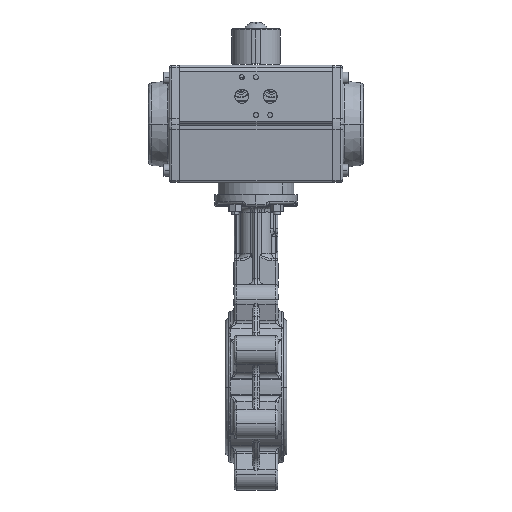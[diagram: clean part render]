
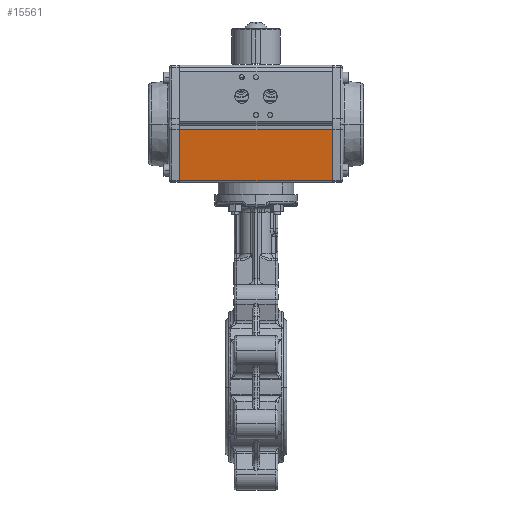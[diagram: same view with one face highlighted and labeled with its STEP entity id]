
A CAD part, top view. The second image highlights one B-rep face of the part: STEP entity #15561.
In plain terms, the highlighted planar face has unit normal (0, 0.116, -0.993).
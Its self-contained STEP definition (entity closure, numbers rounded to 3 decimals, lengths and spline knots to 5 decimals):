
#3657 = LINE ( 'NONE', #51370, #52361 ) ;
#4367 = EDGE_CURVE ( 'NONE', #6596, #46059, #59225, .T. ) ;
#5504 = CARTESIAN_POINT ( 'NONE',  ( 0.04441, 0.07888, 0.31173 ) ) ;
#5906 = CARTESIAN_POINT ( 'NONE',  ( 0.04441, 0.12201, 0.31675 ) ) ;
#6298 = LINE ( 'NONE', #74065, #32518 ) ;
#6596 = VERTEX_POINT ( 'NONE', #19470 ) ;
#6627 = ORIENTED_EDGE ( 'NONE', *, *, #25836, .T. ) ;
#8624 = LINE ( 'NONE', #75939, #80686 ) ;
#9480 = DIRECTION ( 'NONE',  ( 0., 0.993, 0.115 ) ) ;
#11199 = EDGE_CURVE ( 'NONE', #46059, #31238, #3657, .T. ) ;
#13730 = ORIENTED_EDGE ( 'NONE', *, *, #11199, .T. ) ;
#15561 = ADVANCED_FACE ( 'NONE', ( #86510 ), #53513, .T. ) ;
#17464 = VECTOR ( 'NONE', #30706, 1. ) ;
#18624 = EDGE_CURVE ( 'NONE', #31238, #19890, #6298, .T. ) ;
#19470 = CARTESIAN_POINT ( 'NONE',  ( -0.08459, 0.12201, 0.31675 ) ) ;
#19890 = VERTEX_POINT ( 'NONE', #84628 ) ;
#25836 = EDGE_CURVE ( 'NONE', #19890, #6596, #8624, .T. ) ;
#30706 = DIRECTION ( 'NONE',  ( 1., 0., 0. ) ) ;
#31238 = VERTEX_POINT ( 'NONE', #5504 ) ;
#32518 = VECTOR ( 'NONE', #40157, 1. ) ;
#34029 = EDGE_LOOP ( 'NONE', ( #81810, #13730, #46251, #6627 ) ) ;
#40157 = DIRECTION ( 'NONE',  ( -1., 0., 0. ) ) ;
#41450 = DIRECTION ( 'NONE',  ( 0., 0.993, 0.115 ) ) ;
#46059 = VERTEX_POINT ( 'NONE', #5906 ) ;
#46251 = ORIENTED_EDGE ( 'NONE', *, *, #18624, .T. ) ;
#51370 = CARTESIAN_POINT ( 'NONE',  ( 0.04441, 0.07888, 0.31173 ) ) ;
#52361 = VECTOR ( 'NONE', #79435, 1. ) ;
#53513 = PLANE ( 'NONE',  #76438 ) ;
#59225 = LINE ( 'NONE', #84680, #17464 ) ;
#74065 = CARTESIAN_POINT ( 'NONE',  ( -0.08459, 0.07888, 0.31173 ) ) ;
#75939 = CARTESIAN_POINT ( 'NONE',  ( -0.08459, 0.07888, 0.31173 ) ) ;
#76438 = AXIS2_PLACEMENT_3D ( 'NONE', #80716, #82500, #41450 ) ;
#79435 = DIRECTION ( 'NONE',  ( 0., -0.993, -0.115 ) ) ;
#80686 = VECTOR ( 'NONE', #9480, 1. ) ;
#80716 = CARTESIAN_POINT ( 'NONE',  ( -0.08459, 0.07888, 0.31173 ) ) ;
#81810 = ORIENTED_EDGE ( 'NONE', *, *, #4367, .T. ) ;
#82500 = DIRECTION ( 'NONE',  ( 0., 0.115, -0.993 ) ) ;
#84628 = CARTESIAN_POINT ( 'NONE',  ( -0.08459, 0.07888, 0.31173 ) ) ;
#84680 = CARTESIAN_POINT ( 'NONE',  ( -0.08459, 0.12201, 0.31675 ) ) ;
#86510 = FACE_OUTER_BOUND ( 'NONE', #34029, .T. ) ;
